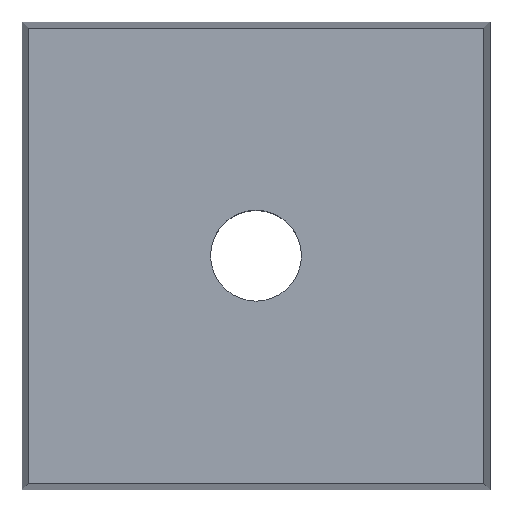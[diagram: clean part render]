
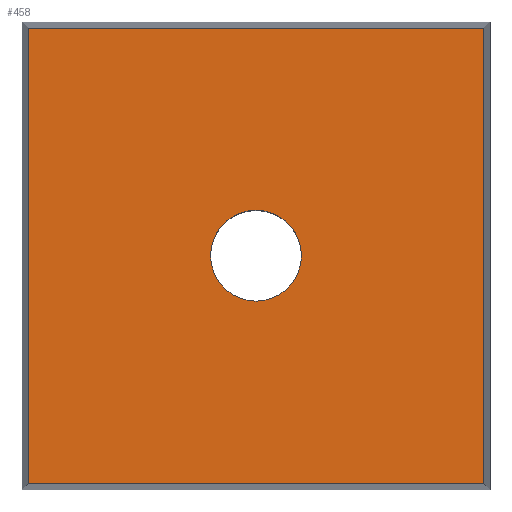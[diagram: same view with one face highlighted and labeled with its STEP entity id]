
A CAD part, top view. The second image highlights one B-rep face of the part: STEP entity #458.
In plain terms, the highlighted planar face has unit normal (0, 0, 1).
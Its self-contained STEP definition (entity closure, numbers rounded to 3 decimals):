
#237 = VERTEX_POINT('',#238);
#238 = CARTESIAN_POINT('',(4.,-4.726,4.623));
#263 = EDGE_CURVE('',#237,#264,#266,.T.);
#264 = VERTEX_POINT('',#265);
#265 = CARTESIAN_POINT('',(4.,-2.49,4.623));
#266 = CIRCLE('',#267,1.118);
#267 = AXIS2_PLACEMENT_3D('',#268,#269,#270);
#268 = CARTESIAN_POINT('',(4.,-3.608,4.623));
#269 = DIRECTION('',(0.,0.,-1.));
#270 = DIRECTION('',(0.,1.,0.));
#272 = EDGE_CURVE('',#264,#237,#273,.T.);
#273 = CIRCLE('',#274,1.118);
#274 = AXIS2_PLACEMENT_3D('',#275,#276,#277);
#275 = CARTESIAN_POINT('',(4.,-3.608,4.623));
#276 = DIRECTION('',(0.,0.,-1.));
#277 = DIRECTION('',(0.,1.,0.));
#349 = VERTEX_POINT('',#350);
#350 = CARTESIAN_POINT('',(-1.603,1.995,4.623));
#356 = EDGE_CURVE('',#349,#357,#359,.T.);
#357 = VERTEX_POINT('',#358);
#358 = CARTESIAN_POINT('',(9.603,1.995,4.623));
#359 = LINE('',#360,#361);
#360 = CARTESIAN_POINT('',(4.,1.995,4.623));
#361 = VECTOR('',#362,1.);
#362 = DIRECTION('',(1.,0.,0.));
#387 = VERTEX_POINT('',#388);
#388 = CARTESIAN_POINT('',(-1.603,-9.211,4.623));
#394 = EDGE_CURVE('',#387,#349,#395,.T.);
#395 = LINE('',#396,#397);
#396 = CARTESIAN_POINT('',(-1.603,-3.608,4.623));
#397 = VECTOR('',#398,1.);
#398 = DIRECTION('',(0.,1.,0.));
#418 = VERTEX_POINT('',#419);
#419 = CARTESIAN_POINT('',(9.603,-9.211,4.623));
#425 = EDGE_CURVE('',#387,#418,#426,.T.);
#426 = LINE('',#427,#428);
#427 = CARTESIAN_POINT('',(4.,-9.211,4.623));
#428 = VECTOR('',#429,1.);
#429 = DIRECTION('',(1.,0.,0.));
#447 = EDGE_CURVE('',#418,#357,#448,.T.);
#448 = LINE('',#449,#450);
#449 = CARTESIAN_POINT('',(9.603,-3.608,4.623));
#450 = VECTOR('',#451,1.);
#451 = DIRECTION('',(0.,1.,0.));
#458 = ADVANCED_FACE('',(#459,#465),#469,.T.);
#459 = FACE_BOUND('',#460,.T.);
#460 = EDGE_LOOP('',(#461,#462,#463,#464));
#461 = ORIENTED_EDGE('',*,*,#356,.F.);
#462 = ORIENTED_EDGE('',*,*,#394,.F.);
#463 = ORIENTED_EDGE('',*,*,#425,.T.);
#464 = ORIENTED_EDGE('',*,*,#447,.T.);
#465 = FACE_BOUND('',#466,.T.);
#466 = EDGE_LOOP('',(#467,#468));
#467 = ORIENTED_EDGE('',*,*,#272,.T.);
#468 = ORIENTED_EDGE('',*,*,#263,.T.);
#469 = PLANE('',#470);
#470 = AXIS2_PLACEMENT_3D('',#471,#472,#473);
#471 = CARTESIAN_POINT('',(4.,-3.608,4.623));
#472 = DIRECTION('',(0.,0.,1.));
#473 = DIRECTION('',(0.,-1.,0.));
